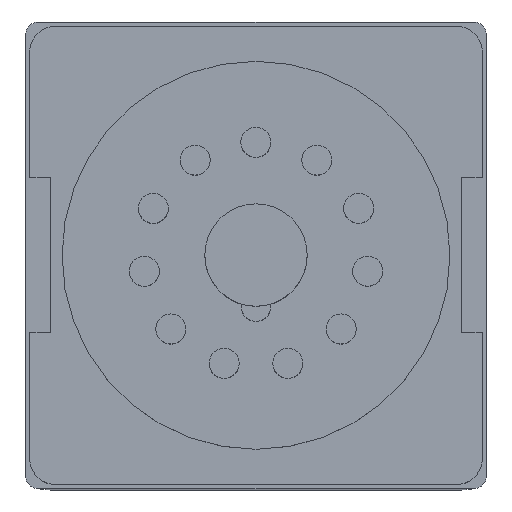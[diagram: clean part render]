
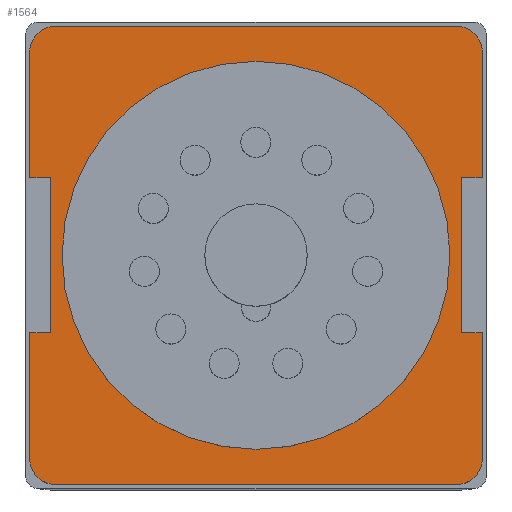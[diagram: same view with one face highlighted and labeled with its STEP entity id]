
A CAD part, top view. The second image highlights one B-rep face of the part: STEP entity #1564.
In plain terms, the highlighted planar face has unit normal (0, 0, 1).
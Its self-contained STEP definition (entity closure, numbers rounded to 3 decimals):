
#3=CARTESIAN_POINT('',(-15.355,15.575,0.));
#4=DIRECTION('',(0.,0.,-1.));
#5=DIRECTION('',(-1.,0.,0.));
#6=AXIS2_PLACEMENT_3D('',#3,#4,#5);
#8=DIRECTION('',(1.,0.,0.));
#9=VECTOR('',#8,30.71);
#10=CARTESIAN_POINT('',(-15.355,17.575,0.));
#11=LINE('',#10,#9);
#12=CARTESIAN_POINT('',(15.355,15.575,0.));
#13=DIRECTION('',(0.,0.,-1.));
#14=DIRECTION('',(0.,1.,0.));
#15=AXIS2_PLACEMENT_3D('',#12,#13,#14);
#17=DIRECTION('',(0.,-1.,0.));
#18=VECTOR('',#17,9.625);
#19=CARTESIAN_POINT('',(17.355,15.575,0.));
#20=LINE('',#19,#18);
#21=DIRECTION('',(1.,0.,0.));
#22=VECTOR('',#21,1.6);
#23=CARTESIAN_POINT('',(15.755,5.95,0.));
#24=LINE('',#23,#22);
#25=DIRECTION('',(0.,1.,0.));
#26=VECTOR('',#25,11.9);
#27=CARTESIAN_POINT('',(15.755,-5.95,0.));
#28=LINE('',#27,#26);
#29=DIRECTION('',(-1.,0.,0.));
#30=VECTOR('',#29,1.6);
#31=CARTESIAN_POINT('',(17.355,-5.95,0.));
#32=LINE('',#31,#30);
#33=DIRECTION('',(0.,1.,0.));
#34=VECTOR('',#33,9.625);
#35=CARTESIAN_POINT('',(17.355,-15.575,0.));
#36=LINE('',#35,#34);
#37=CARTESIAN_POINT('',(15.355,-15.575,0.));
#38=DIRECTION('',(0.,0.,-1.));
#39=DIRECTION('',(1.,0.,0.));
#40=AXIS2_PLACEMENT_3D('',#37,#38,#39);
#42=DIRECTION('',(-1.,0.,0.));
#43=VECTOR('',#42,30.71);
#44=CARTESIAN_POINT('',(15.355,-17.575,0.));
#45=LINE('',#44,#43);
#46=CARTESIAN_POINT('',(-15.355,-15.575,0.));
#47=DIRECTION('',(0.,0.,-1.));
#48=DIRECTION('',(0.,-1.,0.));
#49=AXIS2_PLACEMENT_3D('',#46,#47,#48);
#51=DIRECTION('',(0.,1.,0.));
#52=VECTOR('',#51,9.625);
#53=CARTESIAN_POINT('',(-17.355,-15.575,0.));
#54=LINE('',#53,#52);
#55=DIRECTION('',(-1.,0.,0.));
#56=VECTOR('',#55,1.6);
#57=CARTESIAN_POINT('',(-15.755,-5.95,0.));
#58=LINE('',#57,#56);
#59=DIRECTION('',(0.,-1.,0.));
#60=VECTOR('',#59,11.9);
#61=CARTESIAN_POINT('',(-15.755,5.95,0.));
#62=LINE('',#61,#60);
#63=DIRECTION('',(1.,0.,0.));
#64=VECTOR('',#63,1.6);
#65=CARTESIAN_POINT('',(-17.355,5.95,0.));
#66=LINE('',#65,#64);
#67=DIRECTION('',(0.,-1.,0.));
#68=VECTOR('',#67,9.625);
#69=CARTESIAN_POINT('',(-17.355,15.575,0.));
#70=LINE('',#69,#68);
#71=CARTESIAN_POINT('',(0.,0.,0.));
#72=DIRECTION('',(0.,0.,1.));
#73=DIRECTION('',(1.,0.,0.));
#74=AXIS2_PLACEMENT_3D('',#71,#72,#73);
#76=CARTESIAN_POINT('',(0.,0.,0.));
#77=DIRECTION('',(0.,0.,1.));
#78=DIRECTION('',(-1.,0.,0.));
#79=AXIS2_PLACEMENT_3D('',#76,#77,#78);
#1188=CARTESIAN_POINT('',(-17.355,15.575,0.));
#1189=CARTESIAN_POINT('',(-15.355,17.575,0.));
#1190=VERTEX_POINT('',#1188);
#1191=VERTEX_POINT('',#1189);
#1192=CARTESIAN_POINT('',(-17.355,-15.575,0.));
#1193=CARTESIAN_POINT('',(-17.355,-5.95,0.));
#1194=VERTEX_POINT('',#1192);
#1195=VERTEX_POINT('',#1193);
#1196=CARTESIAN_POINT('',(-15.355,-17.575,0.));
#1197=VERTEX_POINT('',#1196);
#1198=CARTESIAN_POINT('',(15.355,-17.575,0.));
#1199=VERTEX_POINT('',#1198);
#1200=CARTESIAN_POINT('',(17.355,-15.575,0.));
#1201=VERTEX_POINT('',#1200);
#1202=CARTESIAN_POINT('',(17.355,15.575,0.));
#1203=CARTESIAN_POINT('',(17.355,5.95,0.));
#1204=VERTEX_POINT('',#1202);
#1205=VERTEX_POINT('',#1203);
#1206=CARTESIAN_POINT('',(15.355,17.575,0.));
#1207=VERTEX_POINT('',#1206);
#1212=CARTESIAN_POINT('',(14.875,0.,0.));
#1213=CARTESIAN_POINT('',(-14.875,0.,0.));
#1214=VERTEX_POINT('',#1212);
#1215=VERTEX_POINT('',#1213);
#1236=CARTESIAN_POINT('',(-17.355,5.95,0.));
#1237=VERTEX_POINT('',#1236);
#1238=CARTESIAN_POINT('',(-15.755,5.95,0.));
#1239=VERTEX_POINT('',#1238);
#1240=CARTESIAN_POINT('',(-15.755,-5.95,0.));
#1241=VERTEX_POINT('',#1240);
#1242=CARTESIAN_POINT('',(17.355,-5.95,0.));
#1243=VERTEX_POINT('',#1242);
#1244=CARTESIAN_POINT('',(15.755,-5.95,0.));
#1245=VERTEX_POINT('',#1244);
#1246=CARTESIAN_POINT('',(15.755,5.95,0.));
#1247=VERTEX_POINT('',#1246);
#1519=CARTESIAN_POINT('',(0.,0.,0.));
#1520=DIRECTION('',(0.,0.,1.));
#1521=DIRECTION('',(1.,0.,0.));
#1522=AXIS2_PLACEMENT_3D('',#1519,#1520,#1521);
#1523=PLANE('',#1522);
#1525=ORIENTED_EDGE('',*,*,#1524,.T.);
#1527=ORIENTED_EDGE('',*,*,#1526,.T.);
#1529=ORIENTED_EDGE('',*,*,#1528,.T.);
#1531=ORIENTED_EDGE('',*,*,#1530,.T.);
#1533=ORIENTED_EDGE('',*,*,#1532,.F.);
#1535=ORIENTED_EDGE('',*,*,#1534,.F.);
#1537=ORIENTED_EDGE('',*,*,#1536,.F.);
#1539=ORIENTED_EDGE('',*,*,#1538,.F.);
#1541=ORIENTED_EDGE('',*,*,#1540,.T.);
#1543=ORIENTED_EDGE('',*,*,#1542,.T.);
#1545=ORIENTED_EDGE('',*,*,#1544,.T.);
#1547=ORIENTED_EDGE('',*,*,#1546,.T.);
#1549=ORIENTED_EDGE('',*,*,#1548,.F.);
#1551=ORIENTED_EDGE('',*,*,#1550,.F.);
#1553=ORIENTED_EDGE('',*,*,#1552,.F.);
#1555=ORIENTED_EDGE('',*,*,#1554,.F.);
#1556=EDGE_LOOP('',(#1525,#1527,#1529,#1531,#1533,#1535,#1537,#1539,#1541,#1543,
#1545,#1547,#1549,#1551,#1553,#1555));
#1557=FACE_OUTER_BOUND('',#1556,.F.);
#1559=ORIENTED_EDGE('',*,*,#1558,.T.);
#1561=ORIENTED_EDGE('',*,*,#1560,.T.);
#1562=EDGE_LOOP('',(#1559,#1561));
#1563=FACE_BOUND('',#1562,.F.);
#7=CIRCLE('',#6,2.);
#16=CIRCLE('',#15,2.);
#41=CIRCLE('',#40,2.);
#50=CIRCLE('',#49,2.);
#75=CIRCLE('',#74,14.875);
#80=CIRCLE('',#79,14.875);
#1524=EDGE_CURVE('',#1190,#1191,#7,.T.);
#1526=EDGE_CURVE('',#1191,#1207,#11,.T.);
#1528=EDGE_CURVE('',#1207,#1204,#16,.T.);
#1530=EDGE_CURVE('',#1204,#1205,#20,.T.);
#1532=EDGE_CURVE('',#1247,#1205,#24,.T.);
#1534=EDGE_CURVE('',#1245,#1247,#28,.T.);
#1536=EDGE_CURVE('',#1243,#1245,#32,.T.);
#1538=EDGE_CURVE('',#1201,#1243,#36,.T.);
#1540=EDGE_CURVE('',#1201,#1199,#41,.T.);
#1542=EDGE_CURVE('',#1199,#1197,#45,.T.);
#1544=EDGE_CURVE('',#1197,#1194,#50,.T.);
#1546=EDGE_CURVE('',#1194,#1195,#54,.T.);
#1548=EDGE_CURVE('',#1241,#1195,#58,.T.);
#1550=EDGE_CURVE('',#1239,#1241,#62,.T.);
#1552=EDGE_CURVE('',#1237,#1239,#66,.T.);
#1554=EDGE_CURVE('',#1190,#1237,#70,.T.);
#1558=EDGE_CURVE('',#1214,#1215,#75,.T.);
#1560=EDGE_CURVE('',#1215,#1214,#80,.T.);
#1564=ADVANCED_FACE('',(#1557,#1563),#1523,.T.);
